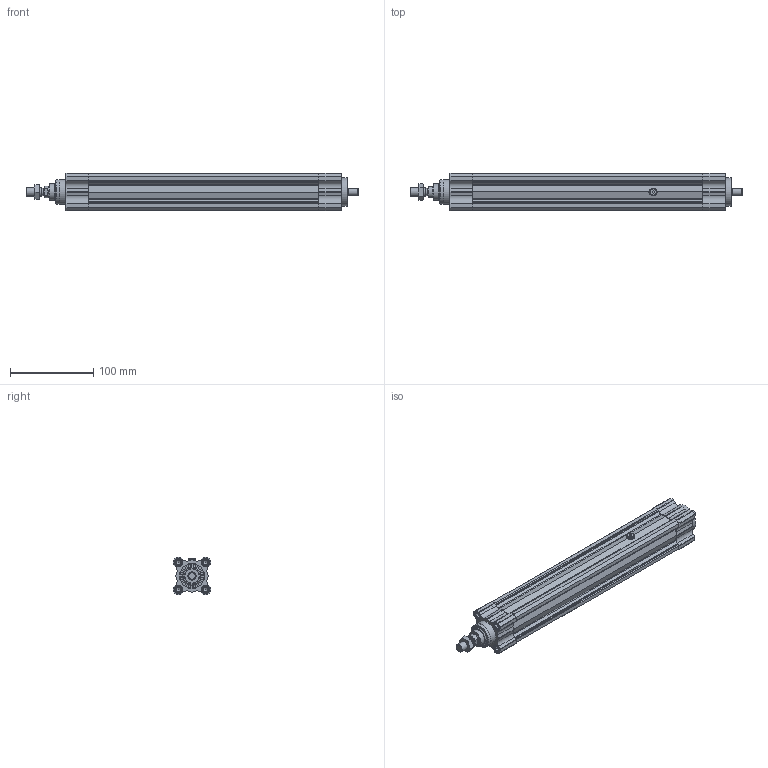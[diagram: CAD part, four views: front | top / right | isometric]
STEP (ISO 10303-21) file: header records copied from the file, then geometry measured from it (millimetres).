
FILE_DESCRIPTION( ( 'STEP AP214' ), '1' );
FILE_NAME( '18A.A.A.200.A.0000(0).stp', '2020-06-17T14:40:13', ( 'License CC BY-ND 4.0' ), ( 'CADENAS' ), ' ', 'PARTsolutions', ' ' );
FILE_SCHEMA( ( 'AUTOMOTIVE_DESIGN { 1 0 10303 214 1 1 1 1 }' ) );
Length unit declared in the file: millimetre
Products named in the file (7): 18A.A.A.200.A.0000(0); _1832-103-200; _1832-102; _CPP32-013; _1832-101; _stelo-32( 200); _1320.32.18F
Assembly tree (13 placements, depth 2):
  18A.A.A.200.A.0000(0)
    _1832-103-200
    _1832-102
    _CPP32-013  x8
    _1832-101
    _stelo-32( 200)
    _1320.32.18F
Bounding box: 398.5 x 45 x 45 mm (x, y, z)
Volume: 390710.6 mm3; surface area: 150028.1 mm2
Topology: 13 solids, 13 shells, 543 faces, 1319 edges, 842 vertices
Faces by surface type: plane 307, cylinder 146, cone 78, torus 12
Full cylindrical faces by diameter (mm): 4.134 x1, 4.917 x8, 6 x8, 6.4 x8, 8 x2, 8.5 x1, 8.647 x1, 9 x1, 10 x10, 10.5 x8, 14 x1, 20 x4, 21 x1, 22.524 x2, 23.5 x1, 26 x1, 28.5 x2, 29.7 x1, 30 x1, 30.5 x1, 34 x1
Entity records: 14061 total; most frequent: CARTESIAN_POINT 2032, DIRECTION 1907, ORIENTED_EDGE 1698, EDGE_CURVE 849, AXIS2_PLACEMENT_3D 699, VERTEX_POINT 600, EDGE_LOOP 509, LINE 509
